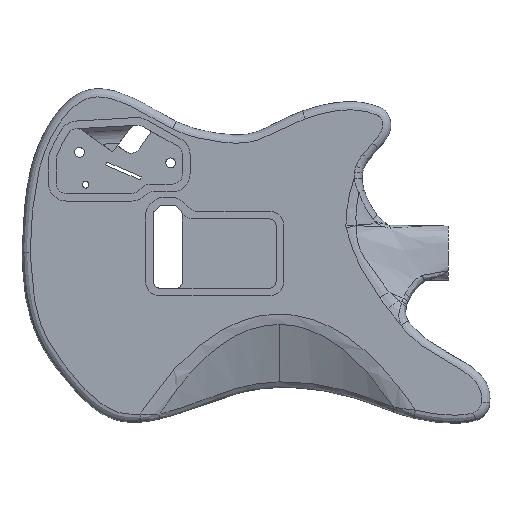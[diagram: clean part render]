
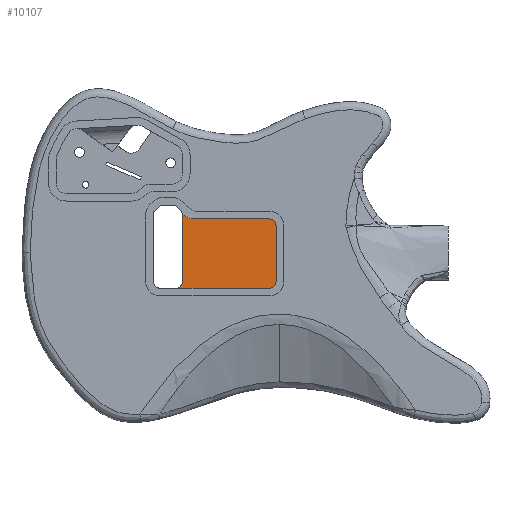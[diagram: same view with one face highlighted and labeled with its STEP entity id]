
A CAD part, front view. The second image highlights one B-rep face of the part: STEP entity #10107.
In plain terms, the highlighted planar face has unit normal (0, -1, 0).
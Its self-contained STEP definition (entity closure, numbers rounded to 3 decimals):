
#140 = DIRECTION ( 'NONE',  ( 0., 0., 1. ) ) ;
#900 = CARTESIAN_POINT ( 'NONE',  ( 277.819, 68., -148.35 ) ) ;
#1295 = LINE ( 'NONE', #21246, #19442 ) ;
#1385 = CARTESIAN_POINT ( 'NONE',  ( 277.819, 68., -148.35 ) ) ;
#1393 = DIRECTION ( 'NONE',  ( 0., 0., 1. ) ) ;
#1430 = CARTESIAN_POINT ( 'NONE',  ( 185.819, 68., -203.65 ) ) ;
#1761 = CARTESIAN_POINT ( 'NONE',  ( 179.469, 68., -138.03 ) ) ;
#1928 = AXIS2_PLACEMENT_3D ( 'NONE', #1761, #5377, #15625 ) ;
#2083 = ORIENTED_EDGE ( 'NONE', *, *, #4127, .F. ) ;
#2170 = CARTESIAN_POINT ( 'NONE',  ( 271.469, 68., -210. ) ) ;
#2434 = CARTESIAN_POINT ( 'NONE',  ( 196.401, 68., -129.3 ) ) ;
#2598 = AXIS2_PLACEMENT_3D ( 'NONE', #2434, #13377, #21811 ) ;
#2674 = DIRECTION ( 'NONE',  ( 0., 0., 1. ) ) ;
#3020 = DIRECTION ( 'NONE',  ( 0., 0., 1. ) ) ;
#3125 = ORIENTED_EDGE ( 'NONE', *, *, #10190, .T. ) ;
#4036 = CARTESIAN_POINT ( 'NONE',  ( 271.469, 68., -142. ) ) ;
#4073 = EDGE_CURVE ( 'NONE', #4906, #9354, #1295, .T. ) ;
#4127 = EDGE_CURVE ( 'NONE', #7126, #7583, #12364, .T. ) ;
#4650 = DIRECTION ( 'NONE',  ( 0., 0., 1. ) ) ;
#4774 = CARTESIAN_POINT ( 'NONE',  ( 185.819, 68., -138.03 ) ) ;
#4846 = VERTEX_POINT ( 'NONE', #1430 ) ;
#4906 = VERTEX_POINT ( 'NONE', #19837 ) ;
#5151 = EDGE_CURVE ( 'NONE', #10354, #21592, #17226, .T. ) ;
#5377 = DIRECTION ( 'NONE',  ( 0., -1., 0. ) ) ;
#5733 = AXIS2_PLACEMENT_3D ( 'NONE', #6407, #13401, #4650 ) ;
#5793 = CARTESIAN_POINT ( 'NONE',  ( 277.819, 68., -203.65 ) ) ;
#5959 = CIRCLE ( 'NONE', #15610, 6.35 ) ;
#6407 = CARTESIAN_POINT ( 'NONE',  ( 271.469, 68., -148.35 ) ) ;
#7126 = VERTEX_POINT ( 'NONE', #21942 ) ;
#7547 = EDGE_CURVE ( 'NONE', #16812, #10354, #12990, .T. ) ;
#7583 = VERTEX_POINT ( 'NONE', #16079 ) ;
#8520 = DIRECTION ( 'NONE',  ( 1., 0., 0. ) ) ;
#8969 = DIRECTION ( 'NONE',  ( 0., 0., 1. ) ) ;
#9354 = VERTEX_POINT ( 'NONE', #2170 ) ;
#10107 = ADVANCED_FACE ( 'NONE', ( #20642 ), #13744, .F. ) ;
#10190 = EDGE_CURVE ( 'NONE', #20270, #16812, #10244, .T. ) ;
#10244 = LINE ( 'NONE', #1385, #14669 ) ;
#10324 = ORIENTED_EDGE ( 'NONE', *, *, #4073, .T. ) ;
#10350 = CARTESIAN_POINT ( 'NONE',  ( 271.469, 68., -142. ) ) ;
#10354 = VERTEX_POINT ( 'NONE', #4036 ) ;
#11207 = CARTESIAN_POINT ( 'NONE',  ( 196.401, 68., -142. ) ) ;
#11865 = AXIS2_PLACEMENT_3D ( 'NONE', #14566, #12929, #8969 ) ;
#12189 = VECTOR ( 'NONE', #13505, 1000. ) ;
#12364 = CIRCLE ( 'NONE', #1928, 6.35 ) ;
#12698 = EDGE_LOOP ( 'NONE', ( #10324, #13567, #3125, #13836, #22644, #14489, #2083, #22209, #18819 ) ) ;
#12886 = EDGE_CURVE ( 'NONE', #4846, #7126, #13296, .T. ) ;
#12929 = DIRECTION ( 'NONE',  ( 0., -1., 0. ) ) ;
#12990 = CIRCLE ( 'NONE', #11865, 6.35 ) ;
#13296 = LINE ( 'NONE', #4774, #18971 ) ;
#13377 = DIRECTION ( 'NONE',  ( 0., 1., 0. ) ) ;
#13401 = DIRECTION ( 'NONE',  ( 0., 1., 0. ) ) ;
#13505 = DIRECTION ( 'NONE',  ( -1., 0., 0. ) ) ;
#13567 = ORIENTED_EDGE ( 'NONE', *, *, #19313, .T. ) ;
#13744 = PLANE ( 'NONE',  #5733 ) ;
#13836 = ORIENTED_EDGE ( 'NONE', *, *, #7547, .T. ) ;
#14489 = ORIENTED_EDGE ( 'NONE', *, *, #20057, .T. ) ;
#14566 = CARTESIAN_POINT ( 'NONE',  ( 271.469, 68., -148.35 ) ) ;
#14669 = VECTOR ( 'NONE', #3020, 1000. ) ;
#15610 = AXIS2_PLACEMENT_3D ( 'NONE', #19299, #16108, #140 ) ;
#15625 = DIRECTION ( 'NONE',  ( 0., 0., 1. ) ) ;
#16009 = CIRCLE ( 'NONE', #2598, 12.7 ) ;
#16079 = CARTESIAN_POINT ( 'NONE',  ( 185.113, 68., -135.12 ) ) ;
#16108 = DIRECTION ( 'NONE',  ( 0., -1., 0. ) ) ;
#16662 = CARTESIAN_POINT ( 'NONE',  ( 179.469, 68., -203.65 ) ) ;
#16812 = VERTEX_POINT ( 'NONE', #900 ) ;
#17213 = EDGE_CURVE ( 'NONE', #4906, #4846, #22355, .T. ) ;
#17226 = LINE ( 'NONE', #10350, #12189 ) ;
#18819 = ORIENTED_EDGE ( 'NONE', *, *, #17213, .F. ) ;
#18971 = VECTOR ( 'NONE', #1393, 1000. ) ;
#19299 = CARTESIAN_POINT ( 'NONE',  ( 271.469, 68., -203.65 ) ) ;
#19313 = EDGE_CURVE ( 'NONE', #9354, #20270, #5959, .T. ) ;
#19442 = VECTOR ( 'NONE', #8520, 1000. ) ;
#19837 = CARTESIAN_POINT ( 'NONE',  ( 179.469, 68., -210. ) ) ;
#20057 = EDGE_CURVE ( 'NONE', #21592, #7583, #16009, .T. ) ;
#20270 = VERTEX_POINT ( 'NONE', #5793 ) ;
#20642 = FACE_OUTER_BOUND ( 'NONE', #12698, .T. ) ;
#21246 = CARTESIAN_POINT ( 'NONE',  ( 271.469, 68., -210. ) ) ;
#21592 = VERTEX_POINT ( 'NONE', #11207 ) ;
#21811 = DIRECTION ( 'NONE',  ( 0., 0., 1. ) ) ;
#21825 = DIRECTION ( 'NONE',  ( 0., -1., 0. ) ) ;
#21942 = CARTESIAN_POINT ( 'NONE',  ( 185.819, 68., -138.03 ) ) ;
#22209 = ORIENTED_EDGE ( 'NONE', *, *, #12886, .F. ) ;
#22355 = CIRCLE ( 'NONE', #22369, 6.35 ) ;
#22369 = AXIS2_PLACEMENT_3D ( 'NONE', #16662, #21825, #2674 ) ;
#22644 = ORIENTED_EDGE ( 'NONE', *, *, #5151, .T. ) ;
